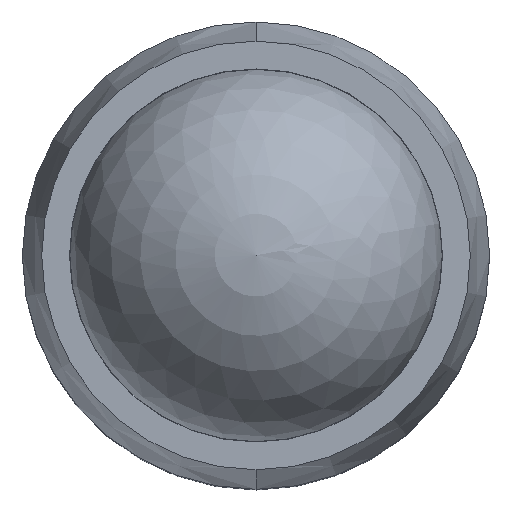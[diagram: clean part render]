
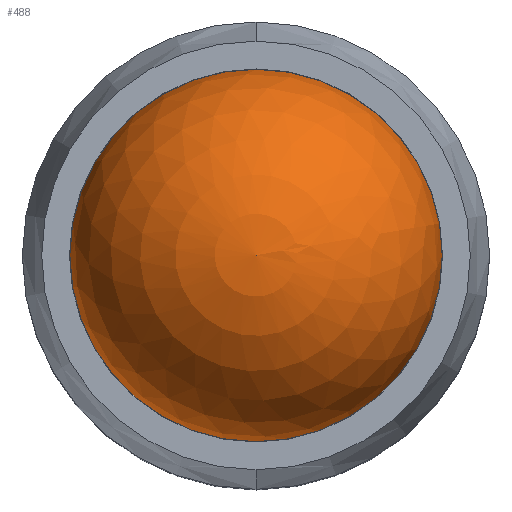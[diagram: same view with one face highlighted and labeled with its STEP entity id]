
A CAD part, top view. The second image highlights one B-rep face of the part: STEP entity #488.
In plain terms, the highlighted spherical face has radius 2.381 mm.
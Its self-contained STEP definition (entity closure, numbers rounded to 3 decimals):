
#44 = CARTESIAN_POINT ( 'NONE',  ( 0., 0., 3.651 ) ) ;
#62 = CIRCLE ( 'NONE', #785, 2.381 ) ;
#74 = DIRECTION ( 'NONE',  ( 0., 0., -1. ) ) ;
#95 = DIRECTION ( 'NONE',  ( 0., 0., -1. ) ) ;
#113 = VERTEX_POINT ( 'NONE', #722 ) ;
#163 = ORIENTED_EDGE ( 'NONE', *, *, #490, .F. ) ;
#225 = DIRECTION ( 'NONE',  ( 0.985, 0.171, 0. ) ) ;
#301 = EDGE_CURVE ( 'NONE', #113, #529, #62, .T. ) ;
#313 = FACE_OUTER_BOUND ( 'NONE', #596, .T. ) ;
#328 = CARTESIAN_POINT ( 'NONE',  ( 2.346, 0.408, 3.651 ) ) ;
#364 = DIRECTION ( 'NONE',  ( 0.985, 0.171, 0. ) ) ;
#431 = SPHERICAL_SURFACE ( 'NONE', #585, 2.381 ) ;
#438 = CARTESIAN_POINT ( 'NONE',  ( 0., 0., 3.651 ) ) ;
#488 = ADVANCED_FACE ( 'NONE', ( #313 ), #431, .T. ) ;
#490 = EDGE_CURVE ( 'NONE', #529, #113, #612, .T. ) ;
#519 = DIRECTION ( 'NONE',  ( 0., 0., -1. ) ) ;
#529 = VERTEX_POINT ( 'NONE', #328 ) ;
#538 = AXIS2_PLACEMENT_3D ( 'NONE', #44, #519, #225 ) ;
#557 = CARTESIAN_POINT ( 'NONE',  ( 0., 0., 3.651 ) ) ;
#585 = AXIS2_PLACEMENT_3D ( 'NONE', #557, #74, #692 ) ;
#596 = EDGE_LOOP ( 'NONE', ( #163, #786 ) ) ;
#612 = CIRCLE ( 'NONE', #538, 2.381 ) ;
#692 = DIRECTION ( 'NONE',  ( 0.985, 0.171, 0. ) ) ;
#722 = CARTESIAN_POINT ( 'NONE',  ( -2.346, -0.408, 3.651 ) ) ;
#785 = AXIS2_PLACEMENT_3D ( 'NONE', #438, #95, #364 ) ;
#786 = ORIENTED_EDGE ( 'NONE', *, *, #301, .F. ) ;
